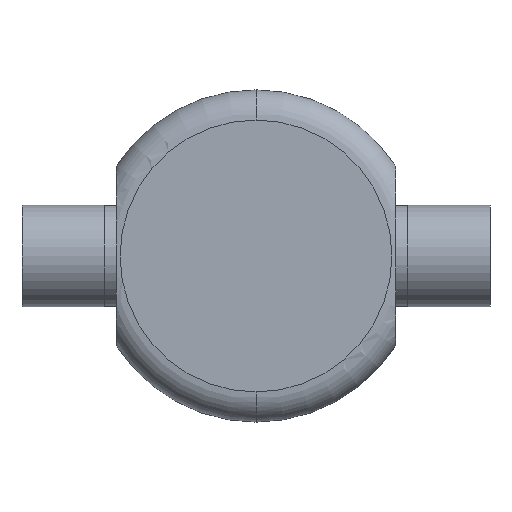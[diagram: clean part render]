
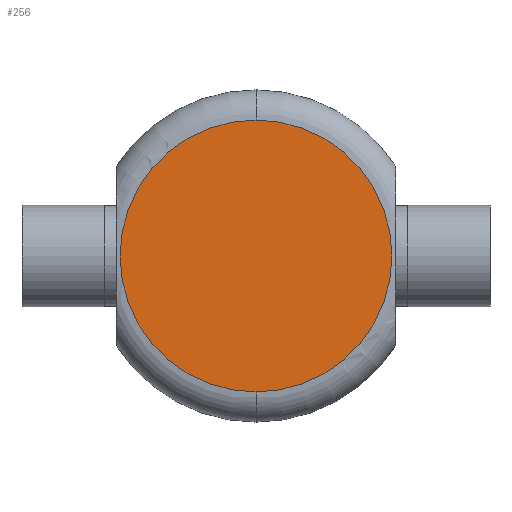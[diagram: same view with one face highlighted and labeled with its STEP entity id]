
A CAD part, front view. The second image highlights one B-rep face of the part: STEP entity #256.
In plain terms, the highlighted planar face has unit normal (0, -1, 0).
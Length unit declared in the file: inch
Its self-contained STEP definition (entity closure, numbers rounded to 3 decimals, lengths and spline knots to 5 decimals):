
#235 = CARTESIAN_POINT ( 'NONE',  ( 0., -0.8375, -1.125 ) ) ;
#256 = ADVANCED_FACE ( 'NONE', ( #2832 ), #2701, .T. ) ;
#468 = VERTEX_POINT ( 'NONE', #235 ) ;
#624 = EDGE_LOOP ( 'NONE', ( #2705, #1016 ) ) ;
#669 = EDGE_CURVE ( 'NONE', #1657, #468, #1385, .T. ) ;
#755 = CARTESIAN_POINT ( 'NONE',  ( 0., -0.8375, 0. ) ) ;
#1016 = ORIENTED_EDGE ( 'NONE', *, *, #669, .T. ) ;
#1121 = CARTESIAN_POINT ( 'NONE',  ( 0., -0.8375, 0. ) ) ;
#1313 = DIRECTION ( 'NONE',  ( 0., 0., -1. ) ) ;
#1320 = AXIS2_PLACEMENT_3D ( 'NONE', #755, #2207, #2448 ) ;
#1344 = CARTESIAN_POINT ( 'NONE',  ( 0., -0.8375, 0. ) ) ;
#1356 = CARTESIAN_POINT ( 'NONE',  ( 0., -0.8375, 1.125 ) ) ;
#1385 = CIRCLE ( 'NONE', #2768, 1.125 ) ;
#1657 = VERTEX_POINT ( 'NONE', #1356 ) ;
#1811 = DIRECTION ( 'NONE',  ( 0., 0., -1. ) ) ;
#1832 = DIRECTION ( 'NONE',  ( 0., -1., 0. ) ) ;
#2044 = CIRCLE ( 'NONE', #2879, 1.125 ) ;
#2207 = DIRECTION ( 'NONE',  ( 0., -1., 0. ) ) ;
#2448 = DIRECTION ( 'NONE',  ( 0., 0., -1. ) ) ;
#2701 = PLANE ( 'NONE',  #1320 ) ;
#2705 = ORIENTED_EDGE ( 'NONE', *, *, #2782, .T. ) ;
#2768 = AXIS2_PLACEMENT_3D ( 'NONE', #1344, #3014, #1811 ) ;
#2782 = EDGE_CURVE ( 'NONE', #468, #1657, #2044, .T. ) ;
#2832 = FACE_OUTER_BOUND ( 'NONE', #624, .T. ) ;
#2879 = AXIS2_PLACEMENT_3D ( 'NONE', #1121, #1832, #1313 ) ;
#3014 = DIRECTION ( 'NONE',  ( 0., -1., 0. ) ) ;
